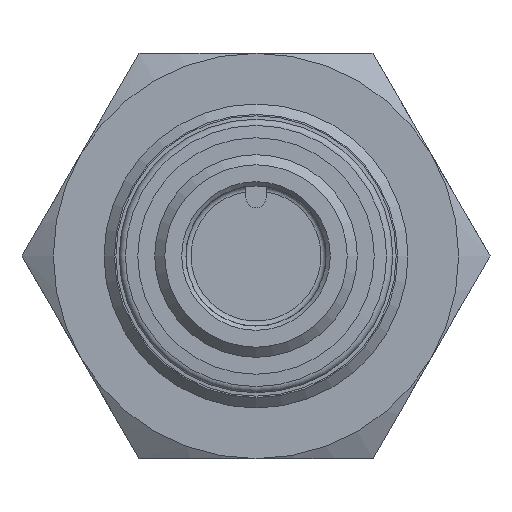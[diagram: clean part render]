
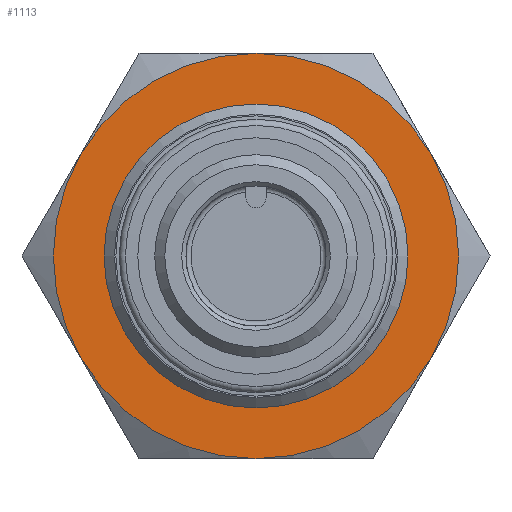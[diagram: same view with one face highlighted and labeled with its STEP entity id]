
A CAD part, left-side view. The second image highlights one B-rep face of the part: STEP entity #1113.
In plain terms, the highlighted planar face has unit normal (-1, 0, 0).
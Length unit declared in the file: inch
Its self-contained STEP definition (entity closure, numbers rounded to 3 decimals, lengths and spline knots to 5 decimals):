
#25 = CARTESIAN_POINT ( 'NONE',  ( 1.06299, 0., 0. ) ) ;
#51 = EDGE_CURVE ( 'NONE', #2901, #712, #1479, .T. ) ;
#203 = DIRECTION ( 'NONE',  ( 1., 0., 0. ) ) ;
#240 = AXIS2_PLACEMENT_3D ( 'NONE', #2111, #2958, #1843 ) ;
#278 = VERTEX_POINT ( 'NONE', #2995 ) ;
#319 = EDGE_CURVE ( 'NONE', #2263, #278, #874, .T. ) ;
#404 = CARTESIAN_POINT ( 'NONE',  ( 1.06299, 0., 0. ) ) ;
#499 = FACE_OUTER_BOUND ( 'NONE', #624, .T. ) ;
#588 = ORIENTED_EDGE ( 'NONE', *, *, #3185, .T. ) ;
#602 = DIRECTION ( 'NONE',  ( 0., 0., -1. ) ) ;
#624 = EDGE_LOOP ( 'NONE', ( #1173, #3192, #2185, #3415, #1545, #888 ) ) ;
#658 = EDGE_CURVE ( 'NONE', #278, #673, #2599, .T. ) ;
#672 = CARTESIAN_POINT ( 'NONE',  ( 1.06299, 0., -0.35433 ) ) ;
#673 = VERTEX_POINT ( 'NONE', #1780 ) ;
#712 = VERTEX_POINT ( 'NONE', #3220 ) ;
#845 = CIRCLE ( 'NONE', #1354, 0.47244 ) ;
#874 = CIRCLE ( 'NONE', #3023, 0.47244 ) ;
#888 = ORIENTED_EDGE ( 'NONE', *, *, #319, .F. ) ;
#900 = DIRECTION ( 'NONE',  ( 1., 0., 0. ) ) ;
#1113 = ADVANCED_FACE ( 'NONE', ( #2119, #499 ), #2686, .F. ) ;
#1173 = ORIENTED_EDGE ( 'NONE', *, *, #1420, .F. ) ;
#1185 = VERTEX_POINT ( 'NONE', #672 ) ;
#1196 = CARTESIAN_POINT ( 'NONE',  ( 1.06299, 0., 0. ) ) ;
#1263 = CARTESIAN_POINT ( 'NONE',  ( 1.06299, 0., 0. ) ) ;
#1354 = AXIS2_PLACEMENT_3D ( 'NONE', #2134, #3542, #2971 ) ;
#1413 = DIRECTION ( 'NONE',  ( 1., 0., 0. ) ) ;
#1420 = EDGE_CURVE ( 'NONE', #712, #2263, #3339, .T. ) ;
#1479 = CIRCLE ( 'NONE', #3398, 0.47244 ) ;
#1545 = ORIENTED_EDGE ( 'NONE', *, *, #658, .F. ) ;
#1552 = DIRECTION ( 'NONE',  ( 1., 0., 0. ) ) ;
#1578 = CIRCLE ( 'NONE', #2507, 0.35433 ) ;
#1727 = DIRECTION ( 'NONE',  ( 1., 0., 0. ) ) ;
#1780 = CARTESIAN_POINT ( 'NONE',  ( 1.06299, 0., 0.47244 ) ) ;
#1806 = EDGE_CURVE ( 'NONE', #2740, #2901, #2103, .T. ) ;
#1843 = DIRECTION ( 'NONE',  ( 0., 0., -1. ) ) ;
#1850 = DIRECTION ( 'NONE',  ( 0., 0., -1. ) ) ;
#1857 = AXIS2_PLACEMENT_3D ( 'NONE', #1196, #900, #2823 ) ;
#2103 = CIRCLE ( 'NONE', #1857, 0.47244 ) ;
#2111 = CARTESIAN_POINT ( 'NONE',  ( 1.06299, 0., 0. ) ) ;
#2119 = FACE_BOUND ( 'NONE', #2516, .T. ) ;
#2134 = CARTESIAN_POINT ( 'NONE',  ( 1.06299, 0., 0. ) ) ;
#2185 = ORIENTED_EDGE ( 'NONE', *, *, #1806, .F. ) ;
#2187 = CARTESIAN_POINT ( 'NONE',  ( 1.06299, -0.40915, 0.23622 ) ) ;
#2263 = VERTEX_POINT ( 'NONE', #2993 ) ;
#2319 = DIRECTION ( 'NONE',  ( 1., 0., 0. ) ) ;
#2507 = AXIS2_PLACEMENT_3D ( 'NONE', #1263, #1552, #3200 ) ;
#2516 = EDGE_LOOP ( 'NONE', ( #588 ) ) ;
#2599 = CIRCLE ( 'NONE', #3272, 0.47244 ) ;
#2686 = PLANE ( 'NONE',  #240 ) ;
#2740 = VERTEX_POINT ( 'NONE', #2187 ) ;
#2786 = DIRECTION ( 'NONE',  ( 0., 0., -1. ) ) ;
#2791 = CARTESIAN_POINT ( 'NONE',  ( 1.06299, -0.40915, -0.23622 ) ) ;
#2823 = DIRECTION ( 'NONE',  ( 0., 0., -1. ) ) ;
#2900 = DIRECTION ( 'NONE',  ( 0., 0., -1. ) ) ;
#2901 = VERTEX_POINT ( 'NONE', #2791 ) ;
#2958 = DIRECTION ( 'NONE',  ( 1., 0., 0. ) ) ;
#2971 = DIRECTION ( 'NONE',  ( 0., 0., -1. ) ) ;
#2993 = CARTESIAN_POINT ( 'NONE',  ( 1.06299, 0.40915, -0.23622 ) ) ;
#2995 = CARTESIAN_POINT ( 'NONE',  ( 1.06299, 0.40915, 0.23622 ) ) ;
#3023 = AXIS2_PLACEMENT_3D ( 'NONE', #25, #1727, #2786 ) ;
#3051 = CARTESIAN_POINT ( 'NONE',  ( 1.06299, 0., 0. ) ) ;
#3185 = EDGE_CURVE ( 'NONE', #1185, #1185, #1578, .T. ) ;
#3192 = ORIENTED_EDGE ( 'NONE', *, *, #51, .F. ) ;
#3200 = DIRECTION ( 'NONE',  ( 0., 0., -1. ) ) ;
#3220 = CARTESIAN_POINT ( 'NONE',  ( 1.06299, 0., -0.47244 ) ) ;
#3227 = AXIS2_PLACEMENT_3D ( 'NONE', #3490, #203, #1850 ) ;
#3248 = EDGE_CURVE ( 'NONE', #673, #2740, #845, .T. ) ;
#3272 = AXIS2_PLACEMENT_3D ( 'NONE', #404, #2319, #2900 ) ;
#3339 = CIRCLE ( 'NONE', #3227, 0.47244 ) ;
#3398 = AXIS2_PLACEMENT_3D ( 'NONE', #3051, #1413, #602 ) ;
#3415 = ORIENTED_EDGE ( 'NONE', *, *, #3248, .F. ) ;
#3490 = CARTESIAN_POINT ( 'NONE',  ( 1.06299, 0., 0. ) ) ;
#3542 = DIRECTION ( 'NONE',  ( 1., 0., 0. ) ) ;
